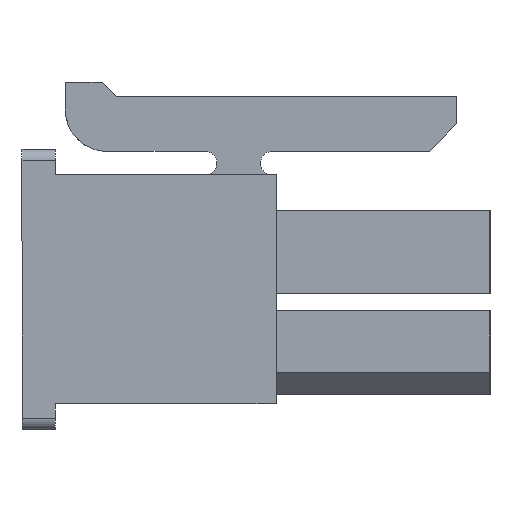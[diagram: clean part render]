
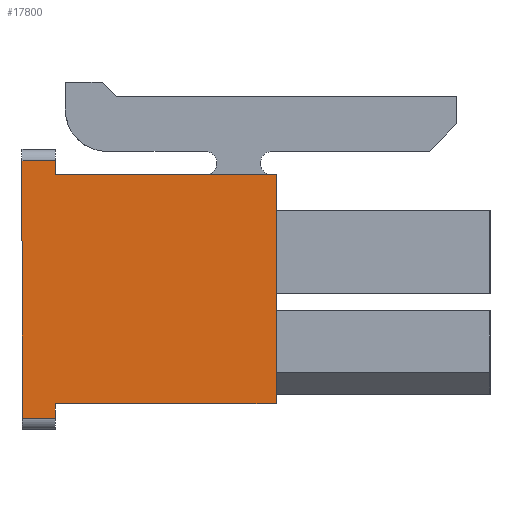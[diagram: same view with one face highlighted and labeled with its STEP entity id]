
A CAD part, front view. The second image highlights one B-rep face of the part: STEP entity #17800.
In plain terms, the highlighted planar face has unit normal (0, -1, 0).
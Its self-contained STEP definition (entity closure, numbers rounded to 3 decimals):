
#2555=ORIENTED_EDGE('',*,*,#7011,.F.);
#2556=ORIENTED_EDGE('',*,*,#7018,.T.);
#2557=ORIENTED_EDGE('',*,*,#7019,.F.);
#2558=ORIENTED_EDGE('',*,*,#7020,.T.);
#2559=ORIENTED_EDGE('',*,*,#6996,.F.);
#2560=ORIENTED_EDGE('',*,*,#6899,.F.);
#2561=ORIENTED_EDGE('',*,*,#7021,.F.);
#2562=ORIENTED_EDGE('',*,*,#7022,.T.);
#6899=EDGE_CURVE('',#9044,#9039,#11063,.T.);
#6996=EDGE_CURVE('',#9039,#9141,#11160,.T.);
#7011=EDGE_CURVE('',#9151,#9152,#11172,.T.);
#7018=EDGE_CURVE('',#9151,#9157,#11176,.F.);
#7019=EDGE_CURVE('',#9158,#9157,#11177,.T.);
#7020=EDGE_CURVE('',#9158,#9141,#11178,.T.);
#7021=EDGE_CURVE('',#9159,#9044,#11179,.T.);
#7022=EDGE_CURVE('',#9159,#9152,#11180,.T.);
#9039=VERTEX_POINT('',#27368);
#9044=VERTEX_POINT('',#27378);
#9141=VERTEX_POINT('',#27574);
#9151=VERTEX_POINT('',#27601);
#9152=VERTEX_POINT('',#27603);
#9157=VERTEX_POINT('',#27616);
#9158=VERTEX_POINT('',#27618);
#9159=VERTEX_POINT('',#27621);
#11063=LINE('',#27379,#13585);
#11160=LINE('',#27573,#13682);
#11172=LINE('',#27602,#13694);
#11176=LINE('',#27615,#13698);
#11177=LINE('',#27617,#13699);
#11178=LINE('',#27619,#13700);
#11179=LINE('',#27620,#13701);
#11180=LINE('',#27622,#13702);
#13585=VECTOR('',#21886,1000.);
#13682=VECTOR('',#21985,1000.);
#13694=VECTOR('',#22009,1000.);
#13698=VECTOR('',#22021,1000.);
#13699=VECTOR('',#22022,1000.);
#13700=VECTOR('',#22023,1000.);
#13701=VECTOR('',#22024,1000.);
#13702=VECTOR('',#22025,1000.);
#14817=EDGE_LOOP('',(#2555,#2556,#2557,#2558,#2559,#2560,#2561,#2562));
#15875=FACE_BOUND('',#14817,.T.);
#16841=PLANE('',#18795);
#17800=ADVANCED_FACE('',(#15875),#16841,.F.);
#18795=AXIS2_PLACEMENT_3D('',#27614,#22019,#22020);
#21886=DIRECTION('',(0.,0.,1.));
#21985=DIRECTION('',(1.,0.,0.));
#22009=DIRECTION('',(-1.,0.,0.));
#22019=DIRECTION('',(0.,1.,0.));
#22020=DIRECTION('',(0.,0.,1.));
#22021=DIRECTION('',(0.,0.,-1.));
#22022=DIRECTION('',(1.,0.,0.));
#22023=DIRECTION('',(0.,0.,1.));
#22024=DIRECTION('',(1.,0.,0.));
#22025=DIRECTION('',(0.,0.,-1.));
#27368=CARTESIAN_POINT('',(-3.815,-16.925,3.8));
#27378=CARTESIAN_POINT('',(-3.815,-16.925,-2.8));
#27379=CARTESIAN_POINT('',(-3.815,-16.925,-3.8));
#27573=CARTESIAN_POINT('',(-3.815,-16.925,3.8));
#27574=CARTESIAN_POINT('',(3.04,-16.925,3.8));
#27601=CARTESIAN_POINT('',(3.465,-16.925,-3.8));
#27602=CARTESIAN_POINT('',(3.815,-16.925,-3.8));
#27603=CARTESIAN_POINT('',(-4.235,-16.925,-3.8));
#27614=CARTESIAN_POINT('',(0.,-16.925,0.));
#27615=CARTESIAN_POINT('',(3.465,-16.925,-2.8));
#27616=CARTESIAN_POINT('',(3.465,-16.925,-2.8));
#27617=CARTESIAN_POINT('',(0.,-16.925,-2.8));
#27618=CARTESIAN_POINT('',(3.04,-16.925,-2.8));
#27619=CARTESIAN_POINT('',(3.04,-16.925,-2.8));
#27620=CARTESIAN_POINT('',(-4.585,-16.925,-2.8));
#27621=CARTESIAN_POINT('',(-4.235,-16.925,-2.8));
#27622=CARTESIAN_POINT('',(-4.235,-16.925,0.));
